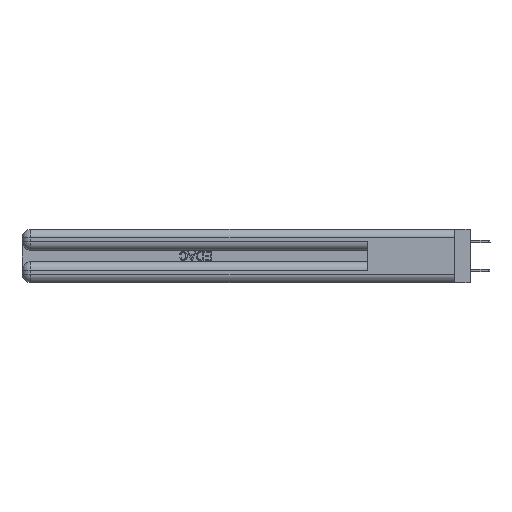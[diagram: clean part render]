
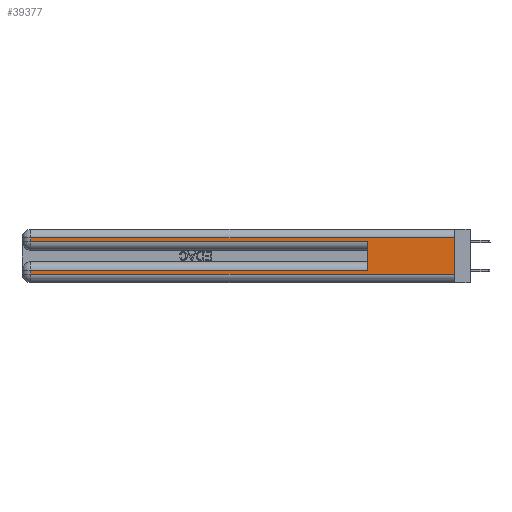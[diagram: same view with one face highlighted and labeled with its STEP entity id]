
A CAD part, left-side view. The second image highlights one B-rep face of the part: STEP entity #39377.
In plain terms, the highlighted planar face has unit normal (-1, 0, 0).
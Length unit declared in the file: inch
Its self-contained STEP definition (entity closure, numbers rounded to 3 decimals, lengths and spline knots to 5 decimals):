
#67 = EDGE_CURVE ( 'NONE', #19387, #28439, #7191, .T. ) ;
#73 = ORIENTED_EDGE ( 'NONE', *, *, #49599, .T. ) ;
#1649 = CARTESIAN_POINT ( 'NONE',  ( 0., 2.94, 0.285 ) ) ;
#2204 = VERTEX_POINT ( 'NONE', #33921 ) ;
#3257 = ORIENTED_EDGE ( 'NONE', *, *, #8334, .T. ) ;
#3978 = VECTOR ( 'NONE', #10114, 39.37008 ) ;
#4564 = FACE_OUTER_BOUND ( 'NONE', #24902, .T. ) ;
#5690 = EDGE_CURVE ( 'NONE', #48872, #44376, #35964, .T. ) ;
#7191 = LINE ( 'NONE', #26187, #36175 ) ;
#8008 = VECTOR ( 'NONE', #16015, 39.37008 ) ;
#8334 = EDGE_CURVE ( 'NONE', #28439, #2204, #13443, .T. ) ;
#8569 = VERTEX_POINT ( 'NONE', #35186 ) ;
#9442 = VERTEX_POINT ( 'NONE', #19891 ) ;
#10114 = DIRECTION ( 'NONE',  ( 0., -1., 0. ) ) ;
#10150 = CARTESIAN_POINT ( 'NONE',  ( 0., 0., 0.37 ) ) ;
#10250 = DIRECTION ( 'NONE',  ( 0., 0., -1. ) ) ;
#11131 = LINE ( 'NONE', #30874, #20591 ) ;
#11171 = VERTEX_POINT ( 'NONE', #37810 ) ;
#11702 = CARTESIAN_POINT ( 'NONE',  ( 0., 2.94, 0.31 ) ) ;
#12460 = LINE ( 'NONE', #31963, #8008 ) ;
#12940 = CARTESIAN_POINT ( 'NONE',  ( 0., 0., 0.285 ) ) ;
#13196 = ORIENTED_EDGE ( 'NONE', *, *, #28316, .T. ) ;
#13443 = LINE ( 'NONE', #12940, #23602 ) ;
#14966 = VECTOR ( 'NONE', #36475, 39.37008 ) ;
#15625 = VECTOR ( 'NONE', #22048, 39.37008 ) ;
#16015 = DIRECTION ( 'NONE',  ( 0., 0., 1. ) ) ;
#16699 = CARTESIAN_POINT ( 'NONE',  ( 0., 0., 0.085 ) ) ;
#18058 = EDGE_CURVE ( 'NONE', #8569, #11171, #33935, .T. ) ;
#19387 = VERTEX_POINT ( 'NONE', #11702 ) ;
#19891 = CARTESIAN_POINT ( 'NONE',  ( 0., 2.94, 0.06 ) ) ;
#20591 = VECTOR ( 'NONE', #31117, 39.37008 ) ;
#21030 = CARTESIAN_POINT ( 'NONE',  ( 0., 0., 0.06 ) ) ;
#21459 = EDGE_CURVE ( 'NONE', #8569, #19387, #11131, .T. ) ;
#22048 = DIRECTION ( 'NONE',  ( 0., 0., -1. ) ) ;
#23602 = VECTOR ( 'NONE', #40800, 39.37008 ) ;
#24816 = LINE ( 'NONE', #21030, #3978 ) ;
#24902 = EDGE_LOOP ( 'NONE', ( #38584, #42958, #41545, #3257, #34656, #39993, #13196, #73 ) ) ;
#26187 = CARTESIAN_POINT ( 'NONE',  ( 0., 2.94, 0.37 ) ) ;
#27968 = EDGE_CURVE ( 'NONE', #48872, #2204, #12460, .T. ) ;
#28316 = EDGE_CURVE ( 'NONE', #44376, #9442, #31628, .T. ) ;
#28439 = VERTEX_POINT ( 'NONE', #1649 ) ;
#28904 = CARTESIAN_POINT ( 'NONE',  ( 0., 2.94, 0.085 ) ) ;
#30874 = CARTESIAN_POINT ( 'NONE',  ( 0., 0., 0.31 ) ) ;
#31117 = DIRECTION ( 'NONE',  ( 0., 1., 0. ) ) ;
#31628 = LINE ( 'NONE', #39745, #33917 ) ;
#31963 = CARTESIAN_POINT ( 'NONE',  ( 0., 0.6, 0.145 ) ) ;
#33917 = VECTOR ( 'NONE', #36207, 39.37008 ) ;
#33921 = CARTESIAN_POINT ( 'NONE',  ( 0., 0.6, 0.285 ) ) ;
#33935 = LINE ( 'NONE', #10150, #15625 ) ;
#34656 = ORIENTED_EDGE ( 'NONE', *, *, #27968, .F. ) ;
#34976 = CARTESIAN_POINT ( 'NONE',  ( 0., 0., 0.37 ) ) ;
#35186 = CARTESIAN_POINT ( 'NONE',  ( 0., 0., 0.31 ) ) ;
#35485 = PLANE ( 'NONE',  #44789 ) ;
#35964 = LINE ( 'NONE', #16699, #14966 ) ;
#36175 = VECTOR ( 'NONE', #10250, 39.37008 ) ;
#36207 = DIRECTION ( 'NONE',  ( 0., 0., -1. ) ) ;
#36475 = DIRECTION ( 'NONE',  ( 0., 1., 0. ) ) ;
#37810 = CARTESIAN_POINT ( 'NONE',  ( 0., 0., 0.06 ) ) ;
#38584 = ORIENTED_EDGE ( 'NONE', *, *, #18058, .F. ) ;
#39377 = ADVANCED_FACE ( 'NONE', ( #4564 ), #35485, .F. ) ;
#39528 = DIRECTION ( 'NONE',  ( 0., 0., -1. ) ) ;
#39745 = CARTESIAN_POINT ( 'NONE',  ( 0., 2.94, 0.37 ) ) ;
#39782 = DIRECTION ( 'NONE',  ( 1., 0., 0. ) ) ;
#39993 = ORIENTED_EDGE ( 'NONE', *, *, #5690, .T. ) ;
#40800 = DIRECTION ( 'NONE',  ( 0., -1., 0. ) ) ;
#41545 = ORIENTED_EDGE ( 'NONE', *, *, #67, .T. ) ;
#42958 = ORIENTED_EDGE ( 'NONE', *, *, #21459, .T. ) ;
#44376 = VERTEX_POINT ( 'NONE', #28904 ) ;
#44789 = AXIS2_PLACEMENT_3D ( 'NONE', #34976, #39782, #39528 ) ;
#48872 = VERTEX_POINT ( 'NONE', #49726 ) ;
#49599 = EDGE_CURVE ( 'NONE', #9442, #11171, #24816, .T. ) ;
#49726 = CARTESIAN_POINT ( 'NONE',  ( 0., 0.6, 0.085 ) ) ;
